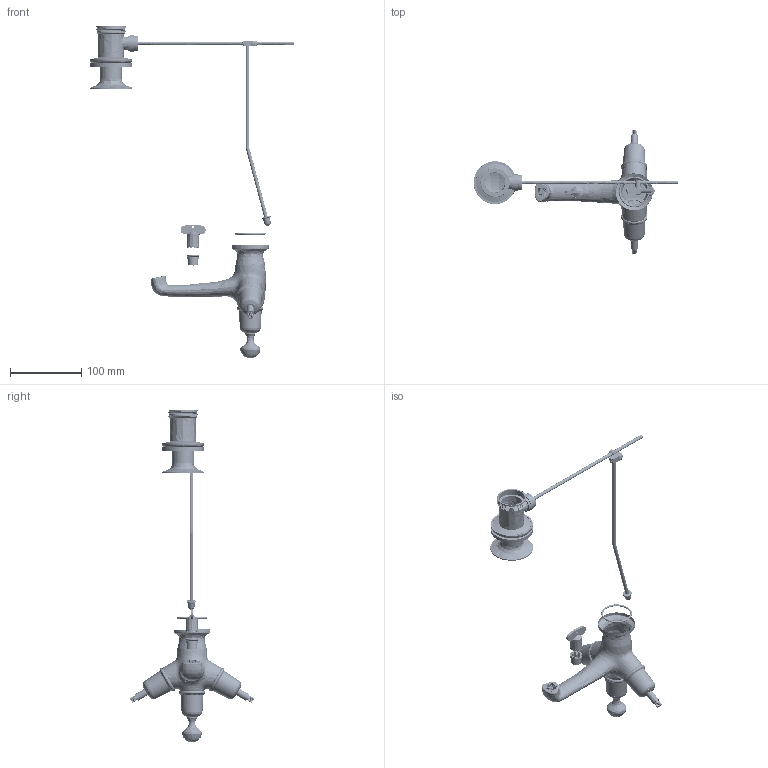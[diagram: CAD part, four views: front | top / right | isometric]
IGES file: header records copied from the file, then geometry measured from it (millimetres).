
Global section: file name: t12.igs; native system: NX V6.0; preprocessor: SIEMENS UGS NX 6.0; date: 20140903.074311; units: millimetre
Bounding box: 286.75 x 174.05 x 464.91 mm (x, y, z)
Surface area: 141460 mm2 (no closed solid volume)
Topology: 0 solids, 0 shells, 2382 faces, 16041 edges, 16037 vertices
Faces by surface type: bspline 2382
